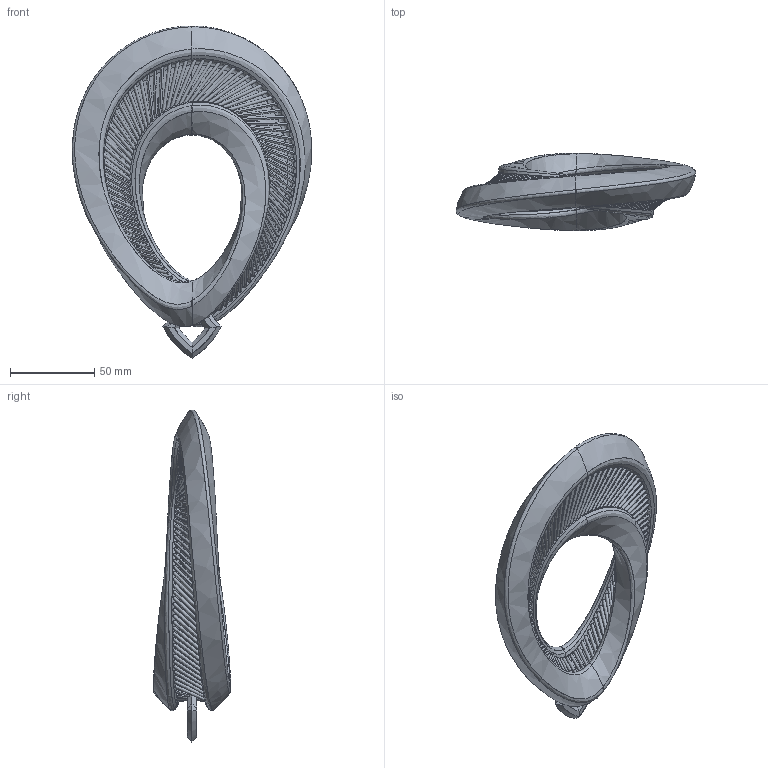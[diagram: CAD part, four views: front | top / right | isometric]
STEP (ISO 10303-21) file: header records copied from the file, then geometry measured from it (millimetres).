
FILE_DESCRIPTION(('FreeCAD Model'),'2;1');
FILE_NAME('Open CASCADE Shape Model','2025-05-04T04:08:34',('FreeCAD'),( 'FreeCAD'),'Open CASCADE STEP processor 7.6','FreeCAD','Unknown');
FILE_SCHEMA(('AUTOMOTIVE_DESIGN { 1 0 10303 214 1 1 1 1 }'));
Products named in the file (1): Open CASCADE STEP translator 7.6 1
Bounding box: 142.32 x 46.12 x 197.28 mm (x, y, z)
Surface area: 72809.3 mm2 (no closed solid volume)
Topology: 0 solids, 830 shells, 830 faces, 25325 edges, 25325 vertices
Faces by surface type: bspline 830
Entity records: 265747 total; most frequent: CARTESIAN_POINT 159844, ORIENTED_EDGE 25325, EDGE_CURVE 25325, VERTEX_POINT 25325, B_SPLINE_CURVE_WITH_KNOTS 25297, FACE_BOUND 836, EDGE_LOOP 836, SHELL_BASED_SURFACE_MODEL 830
